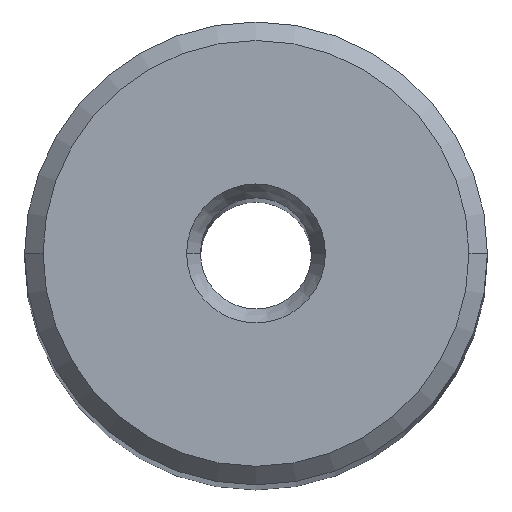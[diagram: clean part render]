
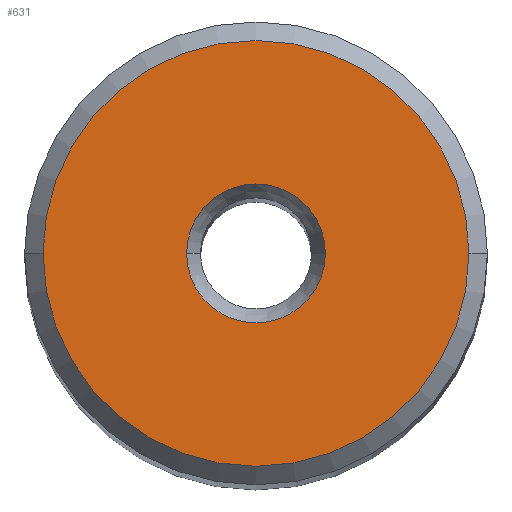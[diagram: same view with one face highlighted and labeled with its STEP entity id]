
A CAD part, top view. The second image highlights one B-rep face of the part: STEP entity #631.
In plain terms, the highlighted planar face has unit normal (0, 0, 1).
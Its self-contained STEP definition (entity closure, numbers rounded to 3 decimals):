
#172=CARTESIAN_POINT('',(0.,0.,0.));
#173=DIRECTION('',(0.,0.,-1.));
#174=DIRECTION('',(1.,0.,0.));
#175=AXIS2_PLACEMENT_3D('',#172,#173,#174);
#180=CARTESIAN_POINT('',(0.,0.,0.));
#181=DIRECTION('',(0.,0.,-1.));
#182=DIRECTION('',(0.,-1.,0.));
#183=AXIS2_PLACEMENT_3D('',#180,#181,#182);
#188=CARTESIAN_POINT('',(0.,0.,0.));
#189=DIRECTION('',(0.,0.,-1.));
#190=DIRECTION('',(-1.,0.,0.));
#191=AXIS2_PLACEMENT_3D('',#188,#189,#190);
#196=CARTESIAN_POINT('',(0.,0.,0.));
#197=DIRECTION('',(0.,0.,-1.));
#198=DIRECTION('',(0.,1.,0.));
#199=AXIS2_PLACEMENT_3D('',#196,#197,#198);
#204=CARTESIAN_POINT('',(0.,0.,0.));
#205=DIRECTION('',(0.,0.,1.));
#206=DIRECTION('',(-1.,0.,0.));
#207=AXIS2_PLACEMENT_3D('',#204,#205,#206);
#212=CARTESIAN_POINT('',(0.,0.,0.));
#213=DIRECTION('',(0.,0.,1.));
#214=DIRECTION('',(1.,0.,0.));
#215=AXIS2_PLACEMENT_3D('',#212,#213,#214);
#444=CARTESIAN_POINT('',(11.5,0.,0.));
#445=VERTEX_POINT('',#444);
#446=CARTESIAN_POINT('',(-11.5,0.,0.));
#447=CARTESIAN_POINT('',(0.,11.5,0.));
#448=VERTEX_POINT('',#446);
#449=VERTEX_POINT('',#447);
#452=CARTESIAN_POINT('',(0.,-11.5,0.));
#453=VERTEX_POINT('',#452);
#454=CARTESIAN_POINT('',(-3.75,0.,0.));
#455=CARTESIAN_POINT('',(3.75,0.,0.));
#456=VERTEX_POINT('',#454);
#457=VERTEX_POINT('',#455);
#614=CARTESIAN_POINT('',(0.,0.,0.));
#615=DIRECTION('',(0.,0.,-1.));
#616=DIRECTION('',(1.,0.,0.));
#617=AXIS2_PLACEMENT_3D('',#614,#615,#616);
#618=PLANE('',#617);
#619=ORIENTED_EDGE('',*,*,#594,.T.);
#620=ORIENTED_EDGE('',*,*,#592,.T.);
#621=ORIENTED_EDGE('',*,*,#575,.T.);
#622=ORIENTED_EDGE('',*,*,#573,.T.);
#623=EDGE_LOOP('',(#619,#620,#621,#622));
#624=FACE_OUTER_BOUND('',#623,.F.);
#626=ORIENTED_EDGE('',*,*,#625,.T.);
#628=ORIENTED_EDGE('',*,*,#627,.T.);
#629=EDGE_LOOP('',(#626,#628));
#630=FACE_BOUND('',#629,.F.);
#176=CIRCLE('',#175,11.5);
#184=CIRCLE('',#183,11.5);
#192=CIRCLE('',#191,11.5);
#200=CIRCLE('',#199,11.5);
#208=CIRCLE('',#207,3.75);
#216=CIRCLE('',#215,3.75);
#573=EDGE_CURVE('',#449,#445,#200,.T.);
#575=EDGE_CURVE('',#448,#449,#192,.T.);
#592=EDGE_CURVE('',#453,#448,#184,.T.);
#594=EDGE_CURVE('',#445,#453,#176,.T.);
#625=EDGE_CURVE('',#456,#457,#208,.T.);
#627=EDGE_CURVE('',#457,#456,#216,.T.);
#631=ADVANCED_FACE('',(#624,#630),#618,.F.);
